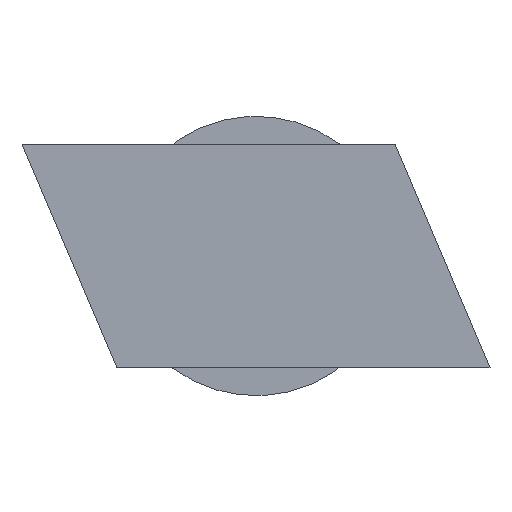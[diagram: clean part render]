
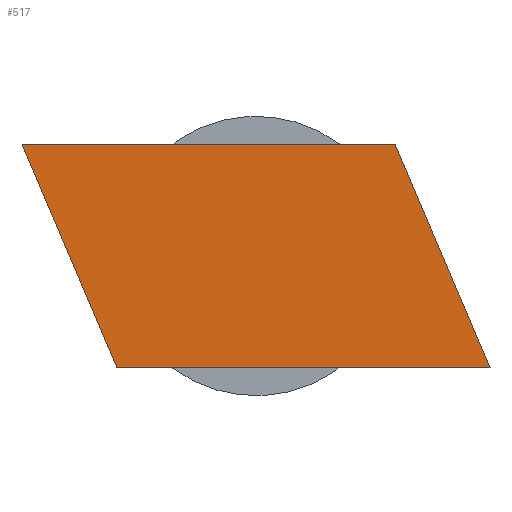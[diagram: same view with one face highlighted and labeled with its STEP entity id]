
A CAD part, front view. The second image highlights one B-rep face of the part: STEP entity #517.
In plain terms, the highlighted planar face has unit normal (0, -1, 0).
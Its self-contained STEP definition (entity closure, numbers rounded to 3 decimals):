
#3 = LINE ( 'NONE', #478, #823 ) ;
#48 = PLANE ( 'NONE',  #491 ) ;
#88 = CARTESIAN_POINT ( 'NONE',  ( 0., 0., 0. ) ) ;
#131 = ORIENTED_EDGE ( 'NONE', *, *, #843, .F. ) ;
#138 = EDGE_CURVE ( 'NONE', #950, #799, #3, .T. ) ;
#173 = CARTESIAN_POINT ( 'NONE',  ( 9.958, 0., 8. ) ) ;
#195 = DIRECTION ( 'NONE',  ( 0., -1., 0. ) ) ;
#225 = DIRECTION ( 'NONE',  ( 1., 0., 0. ) ) ;
#240 = CARTESIAN_POINT ( 'NONE',  ( -16.75, 0., 8. ) ) ;
#262 = VECTOR ( 'NONE', #338, 1000. ) ;
#338 = DIRECTION ( 'NONE',  ( 0.391, 0., -0.921 ) ) ;
#348 = VECTOR ( 'NONE', #225, 1000. ) ;
#349 = FACE_OUTER_BOUND ( 'NONE', #438, .T. ) ;
#394 = CARTESIAN_POINT ( 'NONE',  ( 16.75, 0., -8. ) ) ;
#430 = LINE ( 'NONE', #553, #818 ) ;
#438 = EDGE_LOOP ( 'NONE', ( #848, #131, #771, #493 ) ) ;
#470 = LINE ( 'NONE', #820, #262 ) ;
#471 = DIRECTION ( 'NONE',  ( -1., 0., 0. ) ) ;
#478 = CARTESIAN_POINT ( 'NONE',  ( -16.75, 0., 8. ) ) ;
#491 = AXIS2_PLACEMENT_3D ( 'NONE', #88, #195, #943 ) ;
#493 = ORIENTED_EDGE ( 'NONE', *, *, #962, .F. ) ;
#517 = ADVANCED_FACE ( 'NONE', ( #349 ), #48, .T. ) ;
#553 = CARTESIAN_POINT ( 'NONE',  ( -9.958, 0., -8. ) ) ;
#557 = VERTEX_POINT ( 'NONE', #394 ) ;
#566 = EDGE_CURVE ( 'NONE', #946, #557, #470, .T. ) ;
#771 = ORIENTED_EDGE ( 'NONE', *, *, #566, .F. ) ;
#799 = VERTEX_POINT ( 'NONE', #240 ) ;
#818 = VECTOR ( 'NONE', #471, 1000. ) ;
#820 = CARTESIAN_POINT ( 'NONE',  ( 9.958, 0., 8. ) ) ;
#823 = VECTOR ( 'NONE', #1019, 1000. ) ;
#843 = EDGE_CURVE ( 'NONE', #557, #950, #430, .T. ) ;
#848 = ORIENTED_EDGE ( 'NONE', *, *, #138, .F. ) ;
#888 = CARTESIAN_POINT ( 'NONE',  ( -16.75, 0., 8. ) ) ;
#943 = DIRECTION ( 'NONE',  ( 0., 0., -1. ) ) ;
#946 = VERTEX_POINT ( 'NONE', #173 ) ;
#950 = VERTEX_POINT ( 'NONE', #967 ) ;
#962 = EDGE_CURVE ( 'NONE', #799, #946, #994, .T. ) ;
#967 = CARTESIAN_POINT ( 'NONE',  ( -9.958, 0., -8. ) ) ;
#994 = LINE ( 'NONE', #888, #348 ) ;
#1019 = DIRECTION ( 'NONE',  ( -0.391, 0., 0.921 ) ) ;
